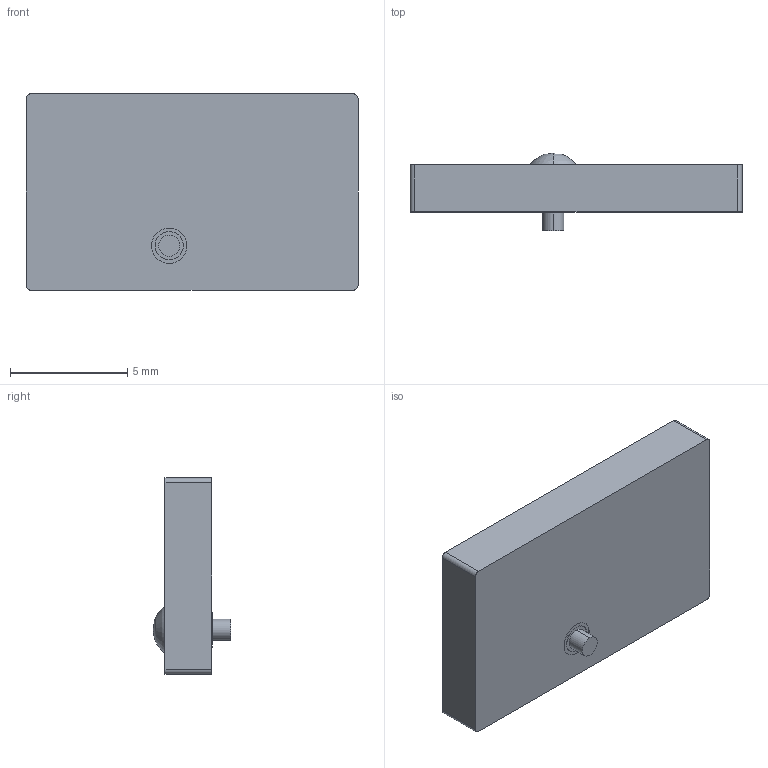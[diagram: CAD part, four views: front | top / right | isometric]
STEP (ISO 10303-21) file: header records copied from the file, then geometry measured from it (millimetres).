
FILE_DESCRIPTION (( 'STEP AP214' ), '1' );
FILE_NAME ('UWCCP.01.STEP', '2018-09-07T05:15:50', ( '' ), ( '' ), 'SwSTEP 2.0', 'SolidWorks 2017', '' );
FILE_SCHEMA (( 'AUTOMOTIVE_DESIGN' ));
Length unit declared in the file: millimetre
Products named in the file (1): UWCCP.01
Bounding box: 14.13 x 3.3 x 8.35 mm (x, y, z)
Volume: 237.4 mm3; surface area: 329.2 mm2
Topology: 1 solids, 1 shells, 367 faces, 903 edges, 601 vertices
Faces by surface type: bspline 175, plane 172, cylinder 18, torus 2
Entity records: 18097 total; most frequent: CARTESIAN_POINT 6865, ORIENTED_EDGE 1802, DIRECTION 977, EDGE_CURVE 901, VERTEX_POINT 601, VECTOR 511, LINE 511, EDGE_LOOP 432
